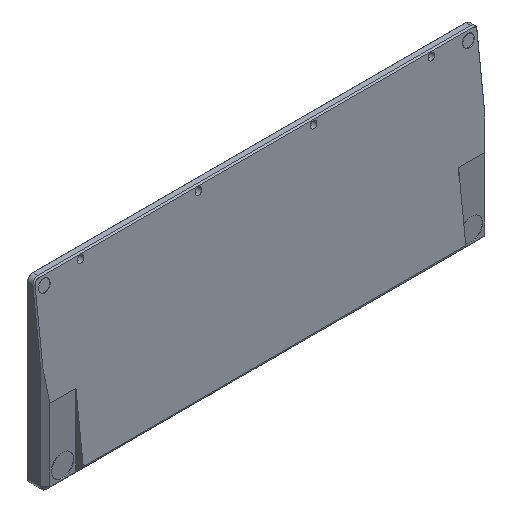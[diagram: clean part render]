
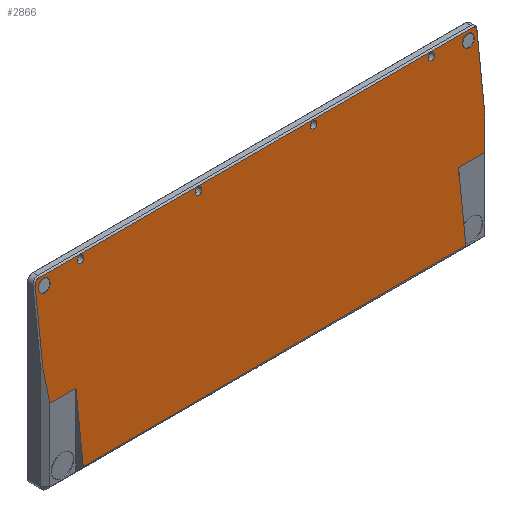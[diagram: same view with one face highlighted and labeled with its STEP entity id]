
A CAD part, isometric view. The second image highlights one B-rep face of the part: STEP entity #2866.
In plain terms, the highlighted planar face has unit normal (0, -0.994, 0.113).
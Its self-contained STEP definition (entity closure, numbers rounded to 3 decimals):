
#46=B_SPLINE_CURVE_WITH_KNOTS('',3,(#4924,#4925,#4926,#4927,#4928,#4929,
#4930,#4931,#4932,#4933,#4934,#4935,#4936,#4937,#4938,#4939),
 .UNSPECIFIED.,.F.,.U.,(4,3,3,3,3,4),(0.,0.386,0.638,
0.769,0.88,1.),.UNSPECIFIED.);
#47=B_SPLINE_CURVE_WITH_KNOTS('',3,(#4943,#4944,#4945,#4946,#4947,#4948,
#4949,#4950,#4951,#4952,#4953,#4954,#4955,#4956,#4957,#4958,#4959,#4960,
#4961),.UNSPECIFIED.,.F.,.U.,(4,3,3,3,3,3,4),(0.,0.256,0.506,
0.657,0.785,0.888,1.),.UNSPECIFIED.);
#86=ELLIPSE('',#3146,3.019,3.);
#87=ELLIPSE('',#3147,3.019,3.);
#88=ELLIPSE('',#3148,3.019,3.);
#89=ELLIPSE('',#3149,3.019,3.);
#248=CIRCLE('',#3139,5.25);
#250=CIRCLE('',#3143,5.25);
#493=VERTEX_POINT('',#4896);
#495=VERTEX_POINT('',#4902);
#496=VERTEX_POINT('',#4906);
#497=VERTEX_POINT('',#4908);
#498=VERTEX_POINT('',#4910);
#499=VERTEX_POINT('',#4912);
#500=VERTEX_POINT('',#4914);
#501=VERTEX_POINT('',#4915);
#502=VERTEX_POINT('',#4917);
#503=VERTEX_POINT('',#4919);
#504=VERTEX_POINT('',#4921);
#505=VERTEX_POINT('',#4923);
#506=VERTEX_POINT('',#4940);
#507=VERTEX_POINT('',#4942);
#508=VERTEX_POINT('',#4962);
#509=VERTEX_POINT('',#4964);
#510=VERTEX_POINT('',#4966);
#511=VERTEX_POINT('',#4968);
#744=VECTOR('',#3808,1.);
#745=VECTOR('',#3809,1.);
#746=VECTOR('',#3810,1.);
#747=VECTOR('',#3811,1.);
#748=VECTOR('',#3812,1.);
#749=VECTOR('',#3813,1.);
#750=VECTOR('',#3814,1.);
#751=VECTOR('',#3815,1.);
#752=VECTOR('',#3816,1.);
#753=VECTOR('',#3817,1.);
#990=LINE('',#4913,#744);
#991=LINE('',#4916,#745);
#992=LINE('',#4918,#746);
#993=LINE('',#4920,#747);
#994=LINE('',#4922,#748);
#995=LINE('',#4941,#749);
#996=LINE('',#4963,#750);
#997=LINE('',#4965,#751);
#998=LINE('',#4967,#752);
#999=LINE('',#4969,#753);
#1349=EDGE_CURVE('',#493,#493,#248,.T.);
#1351=EDGE_CURVE('',#495,#495,#250,.T.);
#1352=EDGE_CURVE('',#496,#496,#86,.T.);
#1353=EDGE_CURVE('',#497,#497,#87,.T.);
#1354=EDGE_CURVE('',#498,#498,#88,.T.);
#1355=EDGE_CURVE('',#499,#499,#89,.T.);
#1356=EDGE_CURVE('',#500,#501,#990,.T.);
#1357=EDGE_CURVE('',#500,#502,#991,.T.);
#1358=EDGE_CURVE('',#502,#503,#992,.T.);
#1359=EDGE_CURVE('',#504,#503,#993,.T.);
#1360=EDGE_CURVE('',#505,#504,#994,.T.);
#1361=EDGE_CURVE('',#506,#505,#46,.T.);
#1362=EDGE_CURVE('',#507,#506,#995,.T.);
#1363=EDGE_CURVE('',#508,#507,#47,.T.);
#1364=EDGE_CURVE('',#509,#508,#996,.T.);
#1365=EDGE_CURVE('',#510,#509,#997,.T.);
#1366=EDGE_CURVE('',#510,#511,#998,.T.);
#1367=EDGE_CURVE('',#511,#501,#999,.T.);
#1994=ORIENTED_EDGE('',*,*,#1352,.T.);
#1995=ORIENTED_EDGE('',*,*,#1353,.T.);
#1996=ORIENTED_EDGE('',*,*,#1354,.T.);
#1997=ORIENTED_EDGE('',*,*,#1355,.T.);
#1998=ORIENTED_EDGE('',*,*,#1356,.F.);
#1999=ORIENTED_EDGE('',*,*,#1357,.T.);
#2000=ORIENTED_EDGE('',*,*,#1358,.T.);
#2001=ORIENTED_EDGE('',*,*,#1359,.F.);
#2002=ORIENTED_EDGE('',*,*,#1360,.F.);
#2003=ORIENTED_EDGE('',*,*,#1361,.F.);
#2004=ORIENTED_EDGE('',*,*,#1362,.F.);
#2005=ORIENTED_EDGE('',*,*,#1363,.F.);
#2006=ORIENTED_EDGE('',*,*,#1364,.F.);
#2007=ORIENTED_EDGE('',*,*,#1365,.F.);
#2008=ORIENTED_EDGE('',*,*,#1366,.T.);
#2009=ORIENTED_EDGE('',*,*,#1367,.T.);
#2010=ORIENTED_EDGE('',*,*,#1351,.T.);
#2011=ORIENTED_EDGE('',*,*,#1349,.T.);
#2404=EDGE_LOOP('',(#1994));
#2405=EDGE_LOOP('',(#1995));
#2406=EDGE_LOOP('',(#1996));
#2407=EDGE_LOOP('',(#1997));
#2408=EDGE_LOOP('',(#1998,#1999,#2000,#2001,#2002,#2003,#2004,#2005,#2006,
#2007,#2008,#2009));
#2409=EDGE_LOOP('',(#2010));
#2410=EDGE_LOOP('',(#2011));
#2650=FACE_BOUND('',#2404,.T.);
#2651=FACE_BOUND('',#2405,.T.);
#2652=FACE_BOUND('',#2406,.T.);
#2653=FACE_BOUND('',#2407,.T.);
#2654=FACE_BOUND('',#2408,.T.);
#2655=FACE_BOUND('',#2409,.T.);
#2656=FACE_BOUND('',#2410,.T.);
#2866=ADVANCED_FACE('',(#2650,#2651,#2652,#2653,#2654,#2655,#2656),#5335,
 .T.);
#3139=AXIS2_PLACEMENT_3D('',#4895,#3789,#3790);
#3143=AXIS2_PLACEMENT_3D('',#4901,#3796,#3797);
#3145=AXIS2_PLACEMENT_3D('',#4904,#3799,$);
#3146=AXIS2_PLACEMENT_3D('',#4905,#3800,#3801);
#3147=AXIS2_PLACEMENT_3D('',#4907,#3802,#3803);
#3148=AXIS2_PLACEMENT_3D('',#4909,#3804,#3805);
#3149=AXIS2_PLACEMENT_3D('',#4911,#3806,#3807);
#3789=DIRECTION('',(0.,0.994,-0.113));
#3790=DIRECTION('',(5.25,0.,0.));
#3796=DIRECTION('',(0.,0.994,-0.113));
#3797=DIRECTION('',(5.25,0.,0.));
#3799=DIRECTION('',(0.,-0.994,0.113));
#3800=DIRECTION('',(0.,0.994,-0.113));
#3801=DIRECTION('',(0.,0.342,3.));
#3802=DIRECTION('',(0.,0.994,-0.113));
#3803=DIRECTION('',(0.,0.342,3.));
#3804=DIRECTION('',(0.,0.994,-0.113));
#3805=DIRECTION('',(0.,0.342,3.));
#3806=DIRECTION('',(0.,0.994,-0.113));
#3807=DIRECTION('',(0.,0.342,3.));
#3808=DIRECTION('',(-1.,0.,0.));
#3809=DIRECTION('',(0.,0.113,0.994));
#3810=DIRECTION('',(1.,0.,0.));
#3811=DIRECTION('',(-0.112,-0.112,-0.987));
#3812=DIRECTION('',(0.,-0.113,-0.994));
#3813=DIRECTION('',(1.,0.,0.));
#3814=DIRECTION('',(0.,0.113,0.994));
#3815=DIRECTION('',(-0.112,0.112,0.987));
#3816=DIRECTION('',(1.,0.,0.));
#3817=DIRECTION('',(0.,-0.113,-0.994));
#4895=CARTESIAN_POINT('',(193.5,-1.019,-8.942));
#4896=CARTESIAN_POINT('',(198.75,-1.019,-8.942));
#4901=CARTESIAN_POINT('',(-193.5,-1.019,-8.942));
#4902=CARTESIAN_POINT('',(-188.25,-1.019,-8.942));
#4904=CARTESIAN_POINT('',(-202.5,-9.4,-82.5));
#4905=CARTESIAN_POINT('',(52.5,-0.57,-5.));
#4906=CARTESIAN_POINT('',(52.5,-0.911,-8.));
#4907=CARTESIAN_POINT('',(160.,-0.57,-5.));
#4908=CARTESIAN_POINT('',(160.,-0.911,-8.));
#4909=CARTESIAN_POINT('',(-52.5,-0.57,-5.));
#4910=CARTESIAN_POINT('',(-52.5,-0.911,-8.));
#4911=CARTESIAN_POINT('',(-160.,-0.57,-5.));
#4912=CARTESIAN_POINT('',(-160.,-0.911,-8.));
#4913=CARTESIAN_POINT('',(-233.026,-17.442,-153.089));
#4914=CARTESIAN_POINT('',(174.5,-17.442,-153.089));
#4915=CARTESIAN_POINT('',(-174.5,-17.442,-153.089));
#4916=CARTESIAN_POINT('',(174.5,10.769,94.521));
#4917=CARTESIAN_POINT('',(174.5,-10.799,-94.785));
#4918=CARTESIAN_POINT('',(-6.5,-10.799,-94.785));
#4919=CARTESIAN_POINT('',(198.3,-10.799,-94.785));
#4920=CARTESIAN_POINT('',(207.019,-2.08,-18.256));
#4921=CARTESIAN_POINT('',(201.5,-7.599,-66.699));
#4922=CARTESIAN_POINT('',(201.5,-9.591,-84.178));
#4923=CARTESIAN_POINT('',(201.5,-0.557,-4.887));
#4924=CARTESIAN_POINT('',(197.5,-0.113,-0.994));
#4925=CARTESIAN_POINT('',(198.221,-0.113,-0.994));
#4926=CARTESIAN_POINT('',(198.944,-0.136,-1.194));
#4927=CARTESIAN_POINT('',(199.596,-0.181,-1.589));
#4928=CARTESIAN_POINT('',(200.02,-0.21,-1.846));
#4929=CARTESIAN_POINT('',(200.357,-0.245,-2.153));
#4930=CARTESIAN_POINT('',(200.689,-0.296,-2.601));
#4931=CARTESIAN_POINT('',(200.862,-0.323,-2.835));
#4932=CARTESIAN_POINT('',(201.023,-0.352,-3.093));
#4933=CARTESIAN_POINT('',(201.141,-0.381,-3.341));
#4934=CARTESIAN_POINT('',(201.242,-0.405,-3.551));
#4935=CARTESIAN_POINT('',(201.301,-0.425,-3.731));
#4936=CARTESIAN_POINT('',(201.367,-0.457,-4.009));
#4937=CARTESIAN_POINT('',(201.438,-0.491,-4.308));
#4938=CARTESIAN_POINT('',(201.5,-0.531,-4.664));
#4939=CARTESIAN_POINT('',(201.5,-0.557,-4.887));
#4940=CARTESIAN_POINT('',(197.5,-0.113,-0.994));
#4941=CARTESIAN_POINT('',(-202.5,-0.113,-0.994));
#4942=CARTESIAN_POINT('',(-197.5,-0.113,-0.994));
#4943=CARTESIAN_POINT('',(-201.5,-0.557,-4.887));
#4944=CARTESIAN_POINT('',(-201.5,-0.503,-4.412));
#4945=CARTESIAN_POINT('',(-201.389,-0.449,-3.942));
#4946=CARTESIAN_POINT('',(-201.211,-0.398,-3.492));
#4947=CARTESIAN_POINT('',(-201.037,-0.348,-3.054));
#4948=CARTESIAN_POINT('',(-200.747,-0.299,-2.626));
#4949=CARTESIAN_POINT('',(-200.426,-0.259,-2.272));
#4950=CARTESIAN_POINT('',(-200.232,-0.234,-2.058));
#4951=CARTESIAN_POINT('',(-200.007,-0.212,-1.863));
#4952=CARTESIAN_POINT('',(-199.723,-0.191,-1.679));
#4953=CARTESIAN_POINT('',(-199.481,-0.173,-1.523));
#4954=CARTESIAN_POINT('',(-199.215,-0.157,-1.382));
#4955=CARTESIAN_POINT('',(-198.967,-0.146,-1.278));
#4956=CARTESIAN_POINT('',(-198.77,-0.136,-1.195));
#4957=CARTESIAN_POINT('',(-198.599,-0.13,-1.14));
#4958=CARTESIAN_POINT('',(-198.337,-0.124,-1.089));
#4959=CARTESIAN_POINT('',(-198.048,-0.118,-1.034));
#4960=CARTESIAN_POINT('',(-197.71,-0.113,-0.994));
#4961=CARTESIAN_POINT('',(-197.5,-0.113,-0.994));
#4962=CARTESIAN_POINT('',(-201.5,-0.557,-4.887));
#4963=CARTESIAN_POINT('',(-201.5,-9.591,-84.178));
#4964=CARTESIAN_POINT('',(-201.5,-7.599,-66.699));
#4965=CARTESIAN_POINT('',(-209.582,0.482,4.232));
#4966=CARTESIAN_POINT('',(-198.3,-10.799,-94.785));
#4967=CARTESIAN_POINT('',(-196.,-10.799,-94.785));
#4968=CARTESIAN_POINT('',(-174.5,-10.799,-94.785));
#4969=CARTESIAN_POINT('',(-174.5,10.769,94.521));
#5335=PLANE('',#3145);
